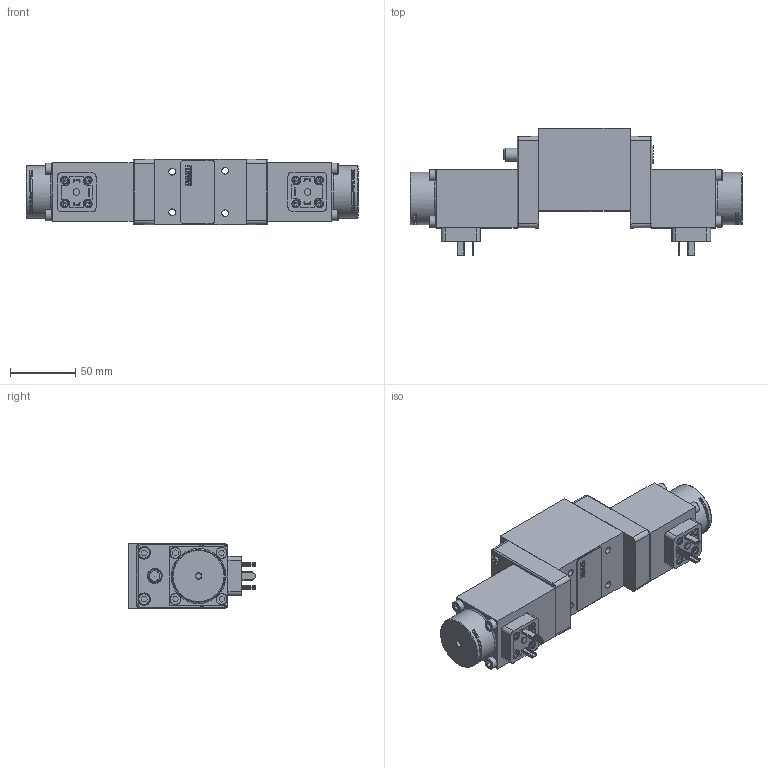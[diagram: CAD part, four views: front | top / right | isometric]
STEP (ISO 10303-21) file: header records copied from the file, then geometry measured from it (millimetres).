
FILE_DESCRIPTION (( 'STEP AP214' ), '1' );
FILE_NAME ('WV700-6-4_3-P.STEP', '2022-12-09T15:46:05', ( '' ), ( '' ), 'SwSTEP 2.0', 'SolidWorks 2020', '' );
FILE_SCHEMA (( 'AUTOMOTIVE_DESIGN' ));
Length unit declared in the file: millimetre
Products named in the file (1): WV700-6-4_3-P
Bounding box: 253.7 x 97 x 50 mm (x, y, z)
Volume: 619618.3 mm3; surface area: 76202 mm2
Topology: 1 solids, 22 shells, 1862 faces, 4730 edges, 3052 vertices
Faces by surface type: plane 943, bspline 535, cylinder 325, cone 59
Full cylindrical faces by diameter (mm): 2.61 x1, 4 x1, 4.019 x8, 4.2 x20, 4.95 x2, 5 x4, 5.3 x4, 5.5 x8, 5.9 x1, 6 x8, 6.05 x2, 7 x1, 8 x1, 8.5 x12, 9.087 x1, 9.2 x1, 9.288 x1, 9.337 x1, 9.765 x1, 9.8 x1, 10 x1, 10.008 x1, 10.025 x1, 10.034 x1, 10.062 x1, 10.103 x1, 12.35 x4, 14 x1, 38.277 x1, 40 x2
Entity records: 79812 total; most frequent: CARTESIAN_POINT 39075, ORIENTED_EDGE 8878, DIRECTION 6912, EDGE_CURVE 4439, VERTEX_POINT 2958, LINE 2432, VECTOR 2432, AXIS2_PLACEMENT_3D 2240
